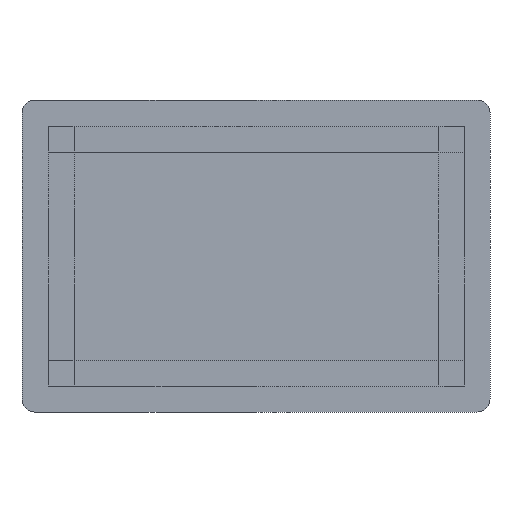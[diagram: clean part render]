
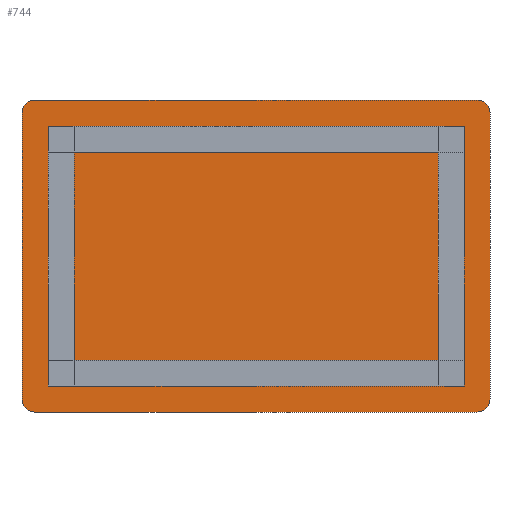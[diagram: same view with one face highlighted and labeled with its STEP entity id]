
A CAD part, front view. The second image highlights one B-rep face of the part: STEP entity #744.
In plain terms, the highlighted planar face has unit normal (0, -1, 0).
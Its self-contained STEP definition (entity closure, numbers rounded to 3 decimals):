
#111 = EDGE_CURVE ( 'NONE', #6416, #4647, #6495, .T. ) ;
#146 = DIRECTION ( 'NONE',  ( 0., 1., 0. ) ) ;
#162 = ORIENTED_EDGE ( 'NONE', *, *, #3189, .T. ) ;
#176 = CARTESIAN_POINT ( 'NONE',  ( -7.639, 0., -3. ) ) ;
#186 = EDGE_CURVE ( 'NONE', #1679, #943, #218, .T. ) ;
#195 = CIRCLE ( 'NONE', #1367, 0.35 ) ;
#218 = CIRCLE ( 'NONE', #1933, 1. ) ;
#270 = DIRECTION ( 'NONE',  ( 0., -1., 0. ) ) ;
#355 = CIRCLE ( 'NONE', #2081, 0.35 ) ;
#365 = ORIENTED_EDGE ( 'NONE', *, *, #774, .T. ) ;
#419 = VERTEX_POINT ( 'NONE', #4654 ) ;
#439 = CARTESIAN_POINT ( 'NONE',  ( -1.639, 0., -23. ) ) ;
#480 = VERTEX_POINT ( 'NONE', #6378 ) ;
#484 = FACE_BOUND ( 'NONE', #5277, .T. ) ;
#518 = CARTESIAN_POINT ( 'NONE',  ( 0., 0., 0. ) ) ;
#561 = EDGE_CURVE ( 'NONE', #5077, #6375, #1587, .T. ) ;
#579 = DIRECTION ( 'NONE',  ( 0., 0., 1. ) ) ;
#593 = DIRECTION ( 'NONE',  ( 0., 0., 1. ) ) ;
#680 = DIRECTION ( 'NONE',  ( 0., 0., 1. ) ) ;
#695 = CARTESIAN_POINT ( 'NONE',  ( -35.639, 0., -1. ) ) ;
#710 = AXIS2_PLACEMENT_3D ( 'NONE', #176, #1719, #5961 ) ;
#744 = ADVANCED_FACE ( 'NONE', ( #3570, #5594, #2002, #484, #1418 ), #6629, .F. ) ;
#759 = DIRECTION ( 'NONE',  ( 1., 0., 0. ) ) ;
#769 = CARTESIAN_POINT ( 'NONE',  ( -29.639, 0., -3. ) ) ;
#774 = EDGE_CURVE ( 'NONE', #419, #4738, #195, .T. ) ;
#836 = DIRECTION ( 'NONE',  ( 0., 0., 1. ) ) ;
#943 = VERTEX_POINT ( 'NONE', #6394 ) ;
#1034 = DIRECTION ( 'NONE',  ( 0., 0., 1. ) ) ;
#1038 = CARTESIAN_POINT ( 'NONE',  ( -7.639, 0., -3.35 ) ) ;
#1305 = ORIENTED_EDGE ( 'NONE', *, *, #6426, .T. ) ;
#1367 = AXIS2_PLACEMENT_3D ( 'NONE', #2987, #6361, #680 ) ;
#1418 = FACE_OUTER_BOUND ( 'NONE', #2760, .T. ) ;
#1429 = ORIENTED_EDGE ( 'NONE', *, *, #6463, .T. ) ;
#1439 = AXIS2_PLACEMENT_3D ( 'NONE', #4919, #1776, #5916 ) ;
#1442 = CARTESIAN_POINT ( 'NONE',  ( -36.639, 0., -24. ) ) ;
#1477 = CARTESIAN_POINT ( 'NONE',  ( -29.639, 0., -20.964 ) ) ;
#1478 = LINE ( 'NONE', #1442, #1818 ) ;
#1481 = CIRCLE ( 'NONE', #4418, 0.35 ) ;
#1522 = ORIENTED_EDGE ( 'NONE', *, *, #561, .T. ) ;
#1587 = CIRCLE ( 'NONE', #5177, 1. ) ;
#1679 = VERTEX_POINT ( 'NONE', #3496 ) ;
#1719 = DIRECTION ( 'NONE',  ( 0., 1., 0. ) ) ;
#1748 = EDGE_CURVE ( 'NONE', #3021, #4611, #355, .T. ) ;
#1776 = DIRECTION ( 'NONE',  ( 0., 1., 0. ) ) ;
#1818 = VECTOR ( 'NONE', #5584, 1000. ) ;
#1824 = CARTESIAN_POINT ( 'NONE',  ( -1.639, 0., -24. ) ) ;
#1870 = AXIS2_PLACEMENT_3D ( 'NONE', #1477, #5618, #2565 ) ;
#1933 = AXIS2_PLACEMENT_3D ( 'NONE', #5486, #270, #836 ) ;
#2002 = FACE_BOUND ( 'NONE', #2166, .T. ) ;
#2054 = DIRECTION ( 'NONE',  ( 0., -1., 0. ) ) ;
#2081 = AXIS2_PLACEMENT_3D ( 'NONE', #2195, #146, #579 ) ;
#2094 = DIRECTION ( 'NONE',  ( 0., 1., 0. ) ) ;
#2154 = EDGE_CURVE ( 'NONE', #1679, #6375, #6520, .T. ) ;
#2166 = EDGE_LOOP ( 'NONE', ( #5034, #2594 ) ) ;
#2195 = CARTESIAN_POINT ( 'NONE',  ( -7.639, 0., -20.964 ) ) ;
#2226 = CARTESIAN_POINT ( 'NONE',  ( -7.639, 0., -2.65 ) ) ;
#2273 = LINE ( 'NONE', #4909, #3167 ) ;
#2302 = CARTESIAN_POINT ( 'NONE',  ( -7.639, 0., -20.614 ) ) ;
#2379 = EDGE_CURVE ( 'NONE', #4829, #2418, #4184, .T. ) ;
#2411 = CIRCLE ( 'NONE', #6298, 1. ) ;
#2417 = CARTESIAN_POINT ( 'NONE',  ( -7.639, 0., -21.314 ) ) ;
#2418 = VERTEX_POINT ( 'NONE', #2226 ) ;
#2449 = AXIS2_PLACEMENT_3D ( 'NONE', #518, #4669, #2577 ) ;
#2458 = CARTESIAN_POINT ( 'NONE',  ( -35.639, 0., 0. ) ) ;
#2565 = DIRECTION ( 'NONE',  ( 0., 0., 1. ) ) ;
#2577 = DIRECTION ( 'NONE',  ( 0., 0., 1. ) ) ;
#2592 = EDGE_CURVE ( 'NONE', #3853, #943, #1478, .T. ) ;
#2594 = ORIENTED_EDGE ( 'NONE', *, *, #6658, .T. ) ;
#2634 = CIRCLE ( 'NONE', #1870, 0.35 ) ;
#2661 = DIRECTION ( 'NONE',  ( 0., 0., 1. ) ) ;
#2667 = DIRECTION ( 'NONE',  ( 0., 1., 0. ) ) ;
#2760 = EDGE_LOOP ( 'NONE', ( #3210, #3467, #3582, #1305, #3616, #162, #3352, #1522 ) ) ;
#2783 = VERTEX_POINT ( 'NONE', #4692 ) ;
#2858 = DIRECTION ( 'NONE',  ( 0., 1., 0. ) ) ;
#2879 = DIRECTION ( 'NONE',  ( 0., 0., -1. ) ) ;
#2987 = CARTESIAN_POINT ( 'NONE',  ( -29.639, 0., -20.964 ) ) ;
#3021 = VERTEX_POINT ( 'NONE', #2417 ) ;
#3167 = VECTOR ( 'NONE', #759, 1000. ) ;
#3189 = EDGE_CURVE ( 'NONE', #6416, #480, #6234, .T. ) ;
#3210 = ORIENTED_EDGE ( 'NONE', *, *, #2154, .F. ) ;
#3288 = CIRCLE ( 'NONE', #5882, 0.35 ) ;
#3323 = CIRCLE ( 'NONE', #3971, 0.35 ) ;
#3352 = ORIENTED_EDGE ( 'NONE', *, *, #5585, .F. ) ;
#3436 = VECTOR ( 'NONE', #4065, 1000. ) ;
#3467 = ORIENTED_EDGE ( 'NONE', *, *, #186, .T. ) ;
#3496 = CARTESIAN_POINT ( 'NONE',  ( -36.639, 0., -23. ) ) ;
#3508 = CIRCLE ( 'NONE', #1439, 0.35 ) ;
#3570 = FACE_BOUND ( 'NONE', #4473, .T. ) ;
#3582 = ORIENTED_EDGE ( 'NONE', *, *, #2592, .F. ) ;
#3616 = ORIENTED_EDGE ( 'NONE', *, *, #111, .F. ) ;
#3654 = AXIS2_PLACEMENT_3D ( 'NONE', #5117, #2054, #593 ) ;
#3853 = VERTEX_POINT ( 'NONE', #1824 ) ;
#3940 = CARTESIAN_POINT ( 'NONE',  ( -0.639, 0., -23. ) ) ;
#3945 = ORIENTED_EDGE ( 'NONE', *, *, #2379, .T. ) ;
#3971 = AXIS2_PLACEMENT_3D ( 'NONE', #4138, #2094, #5197 ) ;
#3986 = EDGE_LOOP ( 'NONE', ( #5638, #3945 ) ) ;
#4000 = CARTESIAN_POINT ( 'NONE',  ( -36.639, 0., -24. ) ) ;
#4065 = DIRECTION ( 'NONE',  ( 0., 0., 1. ) ) ;
#4138 = CARTESIAN_POINT ( 'NONE',  ( -7.639, 0., -3. ) ) ;
#4184 = CIRCLE ( 'NONE', #710, 0.35 ) ;
#4406 = DIRECTION ( 'NONE',  ( 0., 0., 1. ) ) ;
#4418 = AXIS2_PLACEMENT_3D ( 'NONE', #6257, #2667, #5227 ) ;
#4473 = EDGE_LOOP ( 'NONE', ( #5656, #6530 ) ) ;
#4611 = VERTEX_POINT ( 'NONE', #2302 ) ;
#4647 = VERTEX_POINT ( 'NONE', #3940 ) ;
#4654 = CARTESIAN_POINT ( 'NONE',  ( -29.639, 0., -20.614 ) ) ;
#4669 = DIRECTION ( 'NONE',  ( 0., 1., 0. ) ) ;
#4692 = CARTESIAN_POINT ( 'NONE',  ( -29.639, 0., -2.65 ) ) ;
#4738 = VERTEX_POINT ( 'NONE', #5757 ) ;
#4779 = EDGE_CURVE ( 'NONE', #4611, #3021, #1481, .T. ) ;
#4788 = CARTESIAN_POINT ( 'NONE',  ( -29.639, 0., -3.35 ) ) ;
#4799 = EDGE_CURVE ( 'NONE', #2418, #4829, #3323, .T. ) ;
#4818 = DIRECTION ( 'NONE',  ( 0., -1., 0. ) ) ;
#4829 = VERTEX_POINT ( 'NONE', #1038 ) ;
#4909 = CARTESIAN_POINT ( 'NONE',  ( -36.639, 0., 0. ) ) ;
#4919 = CARTESIAN_POINT ( 'NONE',  ( -29.639, 0., -3. ) ) ;
#5034 = ORIENTED_EDGE ( 'NONE', *, *, #6667, .T. ) ;
#5077 = VERTEX_POINT ( 'NONE', #2458 ) ;
#5098 = CARTESIAN_POINT ( 'NONE',  ( -36.639, 0., -1. ) ) ;
#5117 = CARTESIAN_POINT ( 'NONE',  ( -1.639, 0., -1. ) ) ;
#5177 = AXIS2_PLACEMENT_3D ( 'NONE', #695, #4818, #2661 ) ;
#5197 = DIRECTION ( 'NONE',  ( 0., 0., 1. ) ) ;
#5227 = DIRECTION ( 'NONE',  ( 0., 0., 1. ) ) ;
#5277 = EDGE_LOOP ( 'NONE', ( #365, #1429 ) ) ;
#5439 = VERTEX_POINT ( 'NONE', #4788 ) ;
#5486 = CARTESIAN_POINT ( 'NONE',  ( -35.639, 0., -23. ) ) ;
#5584 = DIRECTION ( 'NONE',  ( -1., 0., 0. ) ) ;
#5585 = EDGE_CURVE ( 'NONE', #5077, #480, #2273, .T. ) ;
#5594 = FACE_BOUND ( 'NONE', #3986, .T. ) ;
#5618 = DIRECTION ( 'NONE',  ( 0., 1., 0. ) ) ;
#5638 = ORIENTED_EDGE ( 'NONE', *, *, #4799, .T. ) ;
#5656 = ORIENTED_EDGE ( 'NONE', *, *, #4779, .T. ) ;
#5717 = CARTESIAN_POINT ( 'NONE',  ( -0.639, 0., -1. ) ) ;
#5728 = VECTOR ( 'NONE', #2879, 1000. ) ;
#5757 = CARTESIAN_POINT ( 'NONE',  ( -29.639, 0., -21.314 ) ) ;
#5882 = AXIS2_PLACEMENT_3D ( 'NONE', #769, #2858, #4406 ) ;
#5916 = DIRECTION ( 'NONE',  ( 0., 0., 1. ) ) ;
#5961 = DIRECTION ( 'NONE',  ( 0., 0., 1. ) ) ;
#6234 = CIRCLE ( 'NONE', #3654, 1. ) ;
#6251 = DIRECTION ( 'NONE',  ( 0., -1., 0. ) ) ;
#6257 = CARTESIAN_POINT ( 'NONE',  ( -7.639, 0., -20.964 ) ) ;
#6276 = CARTESIAN_POINT ( 'NONE',  ( -0.639, 0., -24. ) ) ;
#6298 = AXIS2_PLACEMENT_3D ( 'NONE', #439, #6251, #1034 ) ;
#6361 = DIRECTION ( 'NONE',  ( 0., 1., 0. ) ) ;
#6375 = VERTEX_POINT ( 'NONE', #5098 ) ;
#6378 = CARTESIAN_POINT ( 'NONE',  ( -1.639, 0., 0. ) ) ;
#6394 = CARTESIAN_POINT ( 'NONE',  ( -35.639, 0., -24. ) ) ;
#6416 = VERTEX_POINT ( 'NONE', #5717 ) ;
#6426 = EDGE_CURVE ( 'NONE', #3853, #4647, #2411, .T. ) ;
#6463 = EDGE_CURVE ( 'NONE', #4738, #419, #2634, .T. ) ;
#6495 = LINE ( 'NONE', #6276, #5728 ) ;
#6520 = LINE ( 'NONE', #4000, #3436 ) ;
#6530 = ORIENTED_EDGE ( 'NONE', *, *, #1748, .T. ) ;
#6629 = PLANE ( 'NONE',  #2449 ) ;
#6658 = EDGE_CURVE ( 'NONE', #5439, #2783, #3288, .T. ) ;
#6667 = EDGE_CURVE ( 'NONE', #2783, #5439, #3508, .T. ) ;
